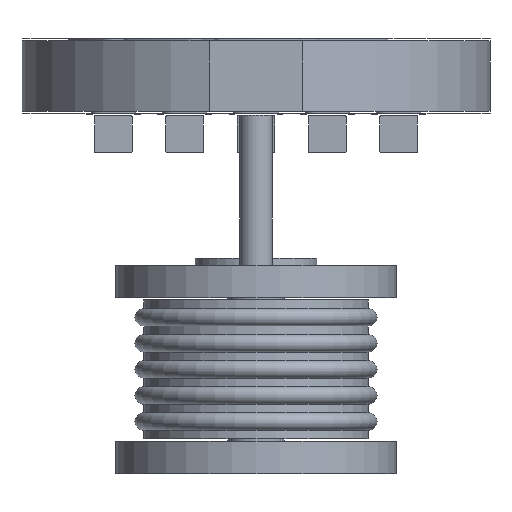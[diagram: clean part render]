
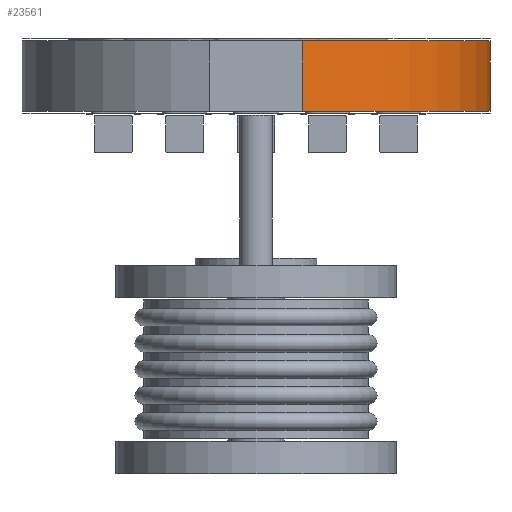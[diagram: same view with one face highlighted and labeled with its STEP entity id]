
A CAD part, left-side view. The second image highlights one B-rep face of the part: STEP entity #23561.
In plain terms, the highlighted cylindrical face has radius 4.999 mm (diameter 9.998 mm), a partial arc.
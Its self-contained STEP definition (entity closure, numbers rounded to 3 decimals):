
#23534 = VERTEX_POINT('',#23535);
#23535 = CARTESIAN_POINT('',(0.,-4.999,1.51));
#23542 = EDGE_CURVE('',#23543,#23534,#23545,.T.);
#23543 = VERTEX_POINT('',#23544);
#23544 = CARTESIAN_POINT('',(0.,-4.999,0.));
#23545 = LINE('',#23546,#23547);
#23546 = CARTESIAN_POINT('',(0.,-4.999,0.));
#23547 = VECTOR('',#23548,1.);
#23548 = DIRECTION('',(0.,0.,1.));
#23561 = ADVANCED_FACE('',(#23562),#23589,.T.);
#23562 = FACE_BOUND('',#23563,.T.);
#23563 = EDGE_LOOP('',(#23564,#23565,#23574,#23582));
#23564 = ORIENTED_EDGE('',*,*,#23542,.T.);
#23565 = ORIENTED_EDGE('',*,*,#23566,.T.);
#23566 = EDGE_CURVE('',#23534,#23567,#23569,.T.);
#23567 = VERTEX_POINT('',#23568);
#23568 = CARTESIAN_POINT('',(-4.898,-1.,1.51));
#23569 = CIRCLE('',#23570,4.999);
#23570 = AXIS2_PLACEMENT_3D('',#23571,#23572,#23573);
#23571 = CARTESIAN_POINT('',(0.,0.,1.51)
  );
#23572 = DIRECTION('',(0.,0.,-1.));
#23573 = DIRECTION('',(0.,-1.,-0.));
#23574 = ORIENTED_EDGE('',*,*,#23575,.F.);
#23575 = EDGE_CURVE('',#23576,#23567,#23578,.T.);
#23576 = VERTEX_POINT('',#23577);
#23577 = CARTESIAN_POINT('',(-4.898,-1.,0.));
#23578 = LINE('',#23579,#23580);
#23579 = CARTESIAN_POINT('',(-4.898,-1.,0.));
#23580 = VECTOR('',#23581,1.);
#23581 = DIRECTION('',(0.,0.,1.));
#23582 = ORIENTED_EDGE('',*,*,#23583,.F.);
#23583 = EDGE_CURVE('',#23543,#23576,#23584,.T.);
#23584 = CIRCLE('',#23585,4.999);
#23585 = AXIS2_PLACEMENT_3D('',#23586,#23587,#23588);
#23586 = CARTESIAN_POINT('',(0.,0.,0.));
#23587 = DIRECTION('',(0.,0.,-1.));
#23588 = DIRECTION('',(0.,-1.,-0.));
#23589 = CYLINDRICAL_SURFACE('',#23590,4.999);
#23590 = AXIS2_PLACEMENT_3D('',#23591,#23592,#23593);
#23591 = CARTESIAN_POINT('',(0.,0.,0.));
#23592 = DIRECTION('',(0.,0.,-1.));
#23593 = DIRECTION('',(0.,-1.,-0.));
